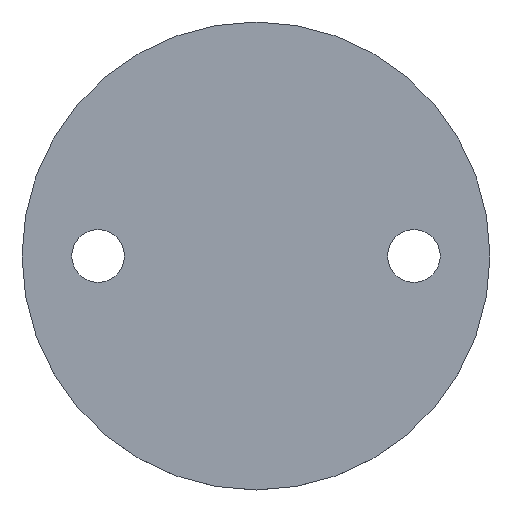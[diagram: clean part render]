
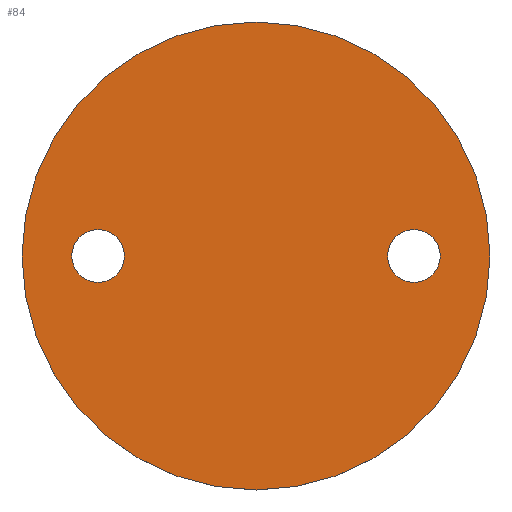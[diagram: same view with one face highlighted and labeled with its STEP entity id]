
A CAD part, top view. The second image highlights one B-rep face of the part: STEP entity #84.
In plain terms, the highlighted planar face has unit normal (0, 0, 1).
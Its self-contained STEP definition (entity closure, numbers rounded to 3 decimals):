
#15=FACE_BOUND('',#28,.T.);
#16=FACE_BOUND('',#29,.T.);
#19=PLANE('',#114);
#22=FACE_OUTER_BOUND('',#27,.T.);
#27=EDGE_LOOP('',(#66));
#28=EDGE_LOOP('',(#67));
#29=EDGE_LOOP('',(#68));
#42=CIRCLE('',#113,40.);
#43=CIRCLE('',#115,4.5);
#44=CIRCLE('',#116,4.5);
#48=VERTEX_POINT('',#153);
#49=VERTEX_POINT('',#157);
#50=VERTEX_POINT('',#159);
#55=EDGE_CURVE('',#48,#48,#42,.T.);
#56=EDGE_CURVE('',#49,#49,#43,.T.);
#57=EDGE_CURVE('',#50,#50,#44,.T.);
#66=ORIENTED_EDGE('',*,*,#55,.F.);
#67=ORIENTED_EDGE('',*,*,#56,.F.);
#68=ORIENTED_EDGE('',*,*,#57,.F.);
#84=ADVANCED_FACE('',(#22,#15,#16),#19,.F.);
#113=AXIS2_PLACEMENT_3D('',#155,#129,#130);
#114=AXIS2_PLACEMENT_3D('',#156,#131,#132);
#115=AXIS2_PLACEMENT_3D('',#158,#133,#134);
#116=AXIS2_PLACEMENT_3D('',#160,#135,#136);
#129=DIRECTION('center_axis',(0.,0.,-1.));
#130=DIRECTION('ref_axis',(1.,0.,0.));
#131=DIRECTION('center_axis',(0.,0.,-1.));
#132=DIRECTION('ref_axis',(-1.,0.,0.));
#133=DIRECTION('center_axis',(0.,0.,1.));
#134=DIRECTION('ref_axis',(1.,0.,0.));
#135=DIRECTION('center_axis',(0.,0.,1.));
#136=DIRECTION('ref_axis',(1.,0.,0.));
#153=CARTESIAN_POINT('',(-40.,0.,-4.));
#155=CARTESIAN_POINT('Origin',(0.,0.,-4.));
#156=CARTESIAN_POINT('Origin',(-48.001,48.001,-4.));
#157=CARTESIAN_POINT('',(-31.5,0.,-4.));
#158=CARTESIAN_POINT('Origin',(-27.,0.,-4.));
#159=CARTESIAN_POINT('',(22.5,0.,-4.));
#160=CARTESIAN_POINT('Origin',(27.,0.,-4.));
